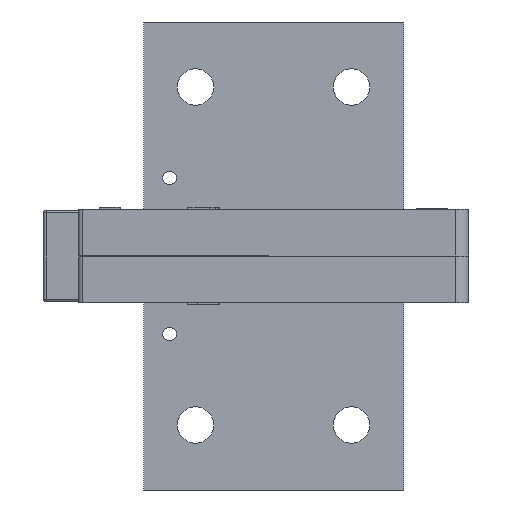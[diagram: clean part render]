
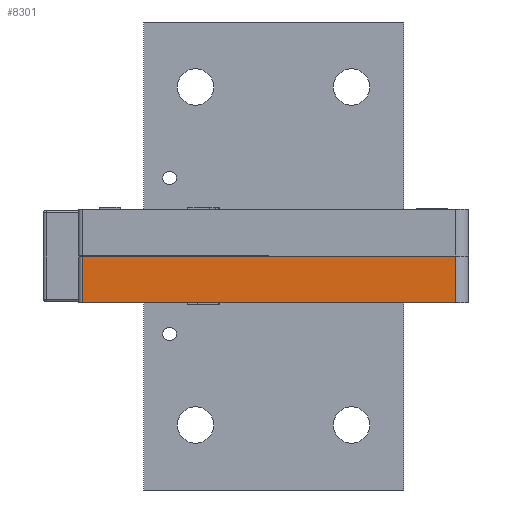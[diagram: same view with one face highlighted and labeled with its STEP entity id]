
A CAD part, left-side view. The second image highlights one B-rep face of the part: STEP entity #8301.
In plain terms, the highlighted planar face has unit normal (-1, 0, 0).
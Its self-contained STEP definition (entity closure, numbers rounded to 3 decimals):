
#54 = AXIS2_PLACEMENT_3D ( 'NONE', #4232, #4124, #4024 ) ;
#791 = CARTESIAN_POINT ( 'NONE',  ( -49., -70., -18. ) ) ;
#1030 = VECTOR ( 'NONE', #7174, 1000. ) ;
#1095 = LINE ( 'NONE', #7436, #1030 ) ;
#1797 = ORIENTED_EDGE ( 'NONE', *, *, #5682, .T. ) ;
#2425 = EDGE_LOOP ( 'NONE', ( #17739, #11080, #14633, #1797 ) ) ;
#3359 = DIRECTION ( 'NONE',  ( 0., -1., 0. ) ) ;
#3458 = CARTESIAN_POINT ( 'NONE',  ( -49., -70., -18. ) ) ;
#4024 = DIRECTION ( 'NONE',  ( 0., -1., 0. ) ) ;
#4124 = DIRECTION ( 'NONE',  ( -1., 0., 0. ) ) ;
#4232 = CARTESIAN_POINT ( 'NONE',  ( -49., -70., -18. ) ) ;
#4465 = CARTESIAN_POINT ( 'NONE',  ( -49., -70., 0. ) ) ;
#4522 = PLANE ( 'NONE',  #54 ) ;
#5682 = EDGE_CURVE ( 'NONE', #24509, #26828, #28019, .T. ) ;
#6537 = VERTEX_POINT ( 'NONE', #22288 ) ;
#7174 = DIRECTION ( 'NONE',  ( 0., 0., 1. ) ) ;
#7436 = CARTESIAN_POINT ( 'NONE',  ( -49., 73.5, -18. ) ) ;
#8301 = ADVANCED_FACE ( 'NONE', ( #18630 ), #4522, .T. ) ;
#11080 = ORIENTED_EDGE ( 'NONE', *, *, #11522, .F. ) ;
#11522 = EDGE_CURVE ( 'NONE', #6537, #16294, #1095, .T. ) ;
#11971 = EDGE_CURVE ( 'NONE', #6537, #24509, #25929, .T. ) ;
#12225 = DIRECTION ( 'NONE',  ( 0., -1., 0. ) ) ;
#12283 = CARTESIAN_POINT ( 'NONE',  ( -49., -70., 0. ) ) ;
#14633 = ORIENTED_EDGE ( 'NONE', *, *, #11971, .T. ) ;
#16294 = VERTEX_POINT ( 'NONE', #22606 ) ;
#17147 = DIRECTION ( 'NONE',  ( 0., 0., 1. ) ) ;
#17207 = CARTESIAN_POINT ( 'NONE',  ( -49., -70., -18. ) ) ;
#17739 = ORIENTED_EDGE ( 'NONE', *, *, #22513, .F. ) ;
#18630 = FACE_OUTER_BOUND ( 'NONE', #2425, .T. ) ;
#22288 = CARTESIAN_POINT ( 'NONE',  ( -49., 73.5, -18. ) ) ;
#22513 = EDGE_CURVE ( 'NONE', #16294, #26828, #24694, .T. ) ;
#22606 = CARTESIAN_POINT ( 'NONE',  ( -49., 73.5, 0. ) ) ;
#24509 = VERTEX_POINT ( 'NONE', #791 ) ;
#24694 = LINE ( 'NONE', #12283, #24746 ) ;
#24746 = VECTOR ( 'NONE', #12225, 1000. ) ;
#25929 = LINE ( 'NONE', #3458, #26134 ) ;
#26134 = VECTOR ( 'NONE', #3359, 1000. ) ;
#26828 = VERTEX_POINT ( 'NONE', #4465 ) ;
#27992 = VECTOR ( 'NONE', #17147, 1000. ) ;
#28019 = LINE ( 'NONE', #17207, #27992 ) ;
